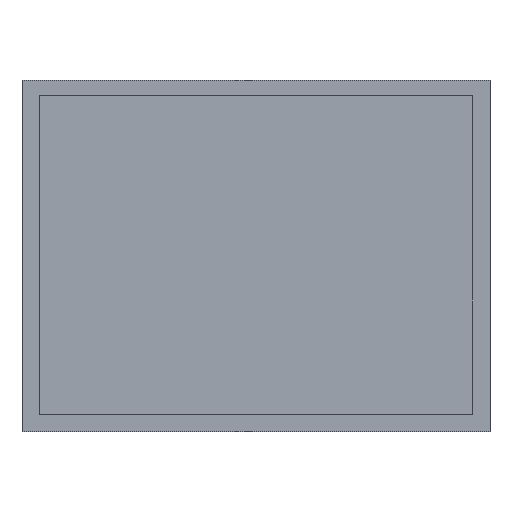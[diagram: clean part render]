
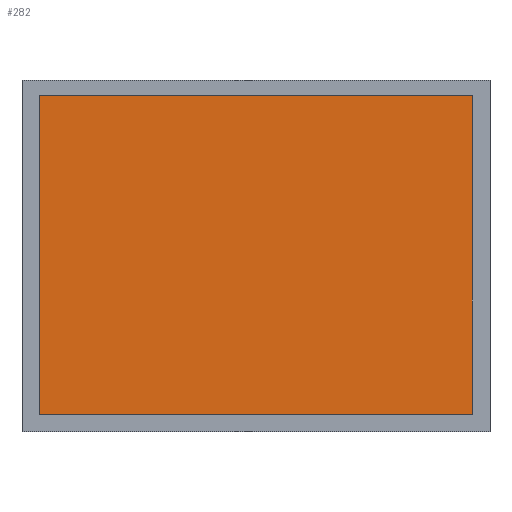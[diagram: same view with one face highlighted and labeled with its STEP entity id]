
A CAD part, top view. The second image highlights one B-rep face of the part: STEP entity #282.
In plain terms, the highlighted planar face has unit normal (0, 0, 1).
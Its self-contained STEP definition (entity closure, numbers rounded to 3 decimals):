
#28=FACE_OUTER_BOUND('',#46,.T.);
#46=EDGE_LOOP('',(#232,#233,#234,#235));
#52=LINE('',#392,#88);
#56=LINE('',#400,#92);
#59=LINE('',#406,#95);
#62=LINE('',#411,#98);
#88=VECTOR('',#322,10.);
#92=VECTOR('',#328,10.);
#95=VECTOR('',#333,10.);
#98=VECTOR('',#338,10.);
#124=VERTEX_POINT('',#390);
#125=VERTEX_POINT('',#391);
#128=VERTEX_POINT('',#399);
#130=VERTEX_POINT('',#405);
#148=EDGE_CURVE('',#124,#125,#52,.T.);
#152=EDGE_CURVE('',#125,#128,#56,.T.);
#155=EDGE_CURVE('',#128,#130,#59,.T.);
#158=EDGE_CURVE('',#130,#124,#62,.T.);
#232=ORIENTED_EDGE('',*,*,#148,.T.);
#233=ORIENTED_EDGE('',*,*,#152,.T.);
#234=ORIENTED_EDGE('',*,*,#155,.T.);
#235=ORIENTED_EDGE('',*,*,#158,.T.);
#266=PLANE('',#312);
#282=ADVANCED_FACE('',(#28),#266,.T.);
#312=AXIS2_PLACEMENT_3D('',#447,#368,#369);
#322=DIRECTION('',(0.,-1.,0.));
#328=DIRECTION('',(1.,0.,0.));
#333=DIRECTION('',(0.,1.,0.));
#338=DIRECTION('',(-1.,0.,0.));
#368=DIRECTION('center_axis',(0.,0.,1.));
#369=DIRECTION('ref_axis',(1.,0.,0.));
#390=CARTESIAN_POINT('',(-40.642,-5.854,1.5));
#391=CARTESIAN_POINT('',(-40.642,-24.,1.5));
#392=CARTESIAN_POINT('',(-40.642,-19.495,1.5));
#399=CARTESIAN_POINT('',(-16.,-24.,1.5));
#400=CARTESIAN_POINT('',(-22.157,-24.,1.5));
#405=CARTESIAN_POINT('',(-16.,-5.854,1.5));
#406=CARTESIAN_POINT('',(-16.,-10.422,1.5));
#411=CARTESIAN_POINT('',(-34.478,-5.854,1.5));
#447=CARTESIAN_POINT('Origin',(-28.315,-14.99,1.5));
